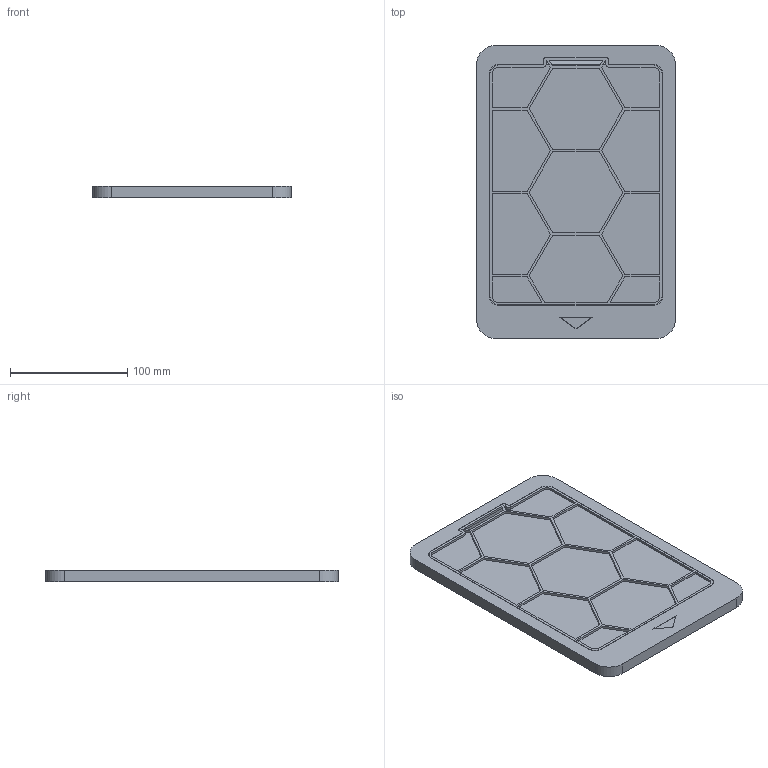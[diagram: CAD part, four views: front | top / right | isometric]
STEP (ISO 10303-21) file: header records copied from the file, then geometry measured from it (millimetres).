
FILE_DESCRIPTION(/* description */ ('STEP AP214'),/* implementation_level */ '2;1');
FILE_NAME(/* name */ 'Nintendo Switch Art Cart.step',/* time_stamp */ '2025-08-17T10:14:05-04:00',/* author */ (''),/* organization */ (''),/* preprocessor_version */ 'ST-DEVELOPER v20.1',/* originating_system */ 'Autodesk Translation Framework v14.10.0.0',/* authorisation */ '');
FILE_SCHEMA (('AUTOMOTIVE_DESIGN { 1 0 10303 214 3 1 1 }'));
Length unit declared in the file: millimetre
Products named in the file (1): Game_Card_Assy
Bounding box: 170 x 250 x 10 mm (x, y, z)
Volume: 146409.1 mm3; surface area: 239934.1 mm2
Topology: 6 solids, 6 shells, 373 faces, 1064 edges, 708 vertices
Faces by surface type: plane 313, cylinder 59, cone 1
Full cylindrical faces by diameter (mm): 4.5 x1
Entity records: 12160 total; most frequent: CARTESIAN_POINT 2146, ORIENTED_EDGE 2128, DIRECTION 1938, EDGE_CURVE 1064, LINE 938, VECTOR 938, VERTEX_POINT 708, AXIS2_PLACEMENT_3D 500
